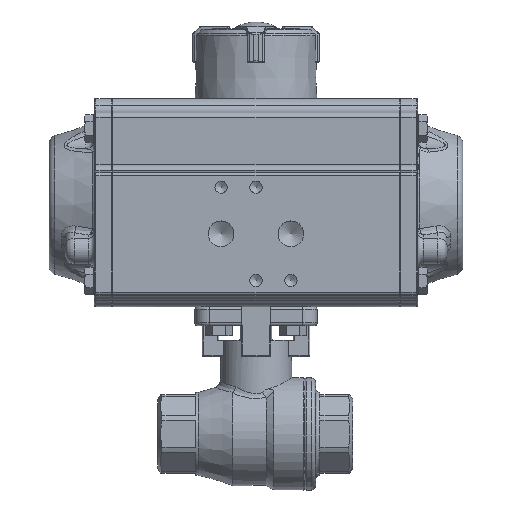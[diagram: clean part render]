
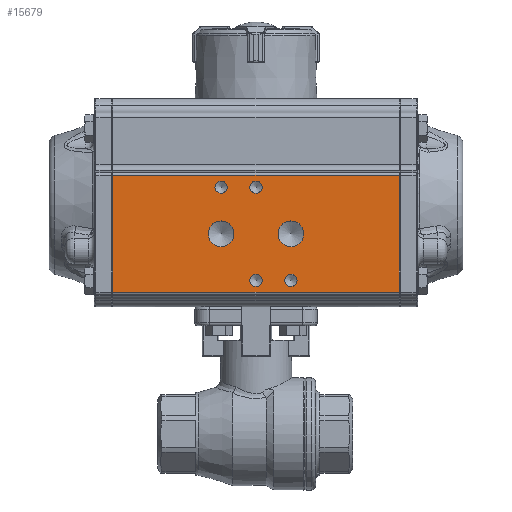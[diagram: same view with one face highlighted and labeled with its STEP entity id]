
A CAD part, top view. The second image highlights one B-rep face of the part: STEP entity #15679.
In plain terms, the highlighted face is planar.
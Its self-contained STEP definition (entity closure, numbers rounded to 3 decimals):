
#235=PLANE('',#18620);
#1106=LINE('',#26403,#2144);
#1107=LINE('',#26407,#2145);
#1108=LINE('',#26409,#2146);
#1109=LINE('',#26411,#2147);
#2144=VECTOR('',#20910,1000.);
#2145=VECTOR('',#20915,1000.);
#2146=VECTOR('',#20916,1000.);
#2147=VECTOR('',#20917,1000.);
#3989=ORIENTED_EDGE('',*,*,#8550,.F.);
#3990=ORIENTED_EDGE('',*,*,#8552,.T.);
#3991=ORIENTED_EDGE('',*,*,#8553,.T.);
#3992=ORIENTED_EDGE('',*,*,#8554,.T.);
#3993=ORIENTED_EDGE('',*,*,#8258,.F.);
#3994=ORIENTED_EDGE('',*,*,#8256,.F.);
#3995=ORIENTED_EDGE('',*,*,#8254,.F.);
#3996=ORIENTED_EDGE('',*,*,#8252,.F.);
#3997=ORIENTED_EDGE('',*,*,#8250,.F.);
#3998=ORIENTED_EDGE('',*,*,#8248,.F.);
#8248=EDGE_CURVE('',#10609,#10609,#12086,.T.);
#8250=EDGE_CURVE('',#10612,#10612,#12088,.T.);
#8252=EDGE_CURVE('',#10615,#10615,#12090,.T.);
#8254=EDGE_CURVE('',#10618,#10618,#12092,.T.);
#8256=EDGE_CURVE('',#10621,#10621,#12094,.T.);
#8258=EDGE_CURVE('',#10624,#10624,#12096,.T.);
#8550=EDGE_CURVE('',#10862,#10863,#1106,.T.);
#8552=EDGE_CURVE('',#10862,#10864,#1107,.T.);
#8553=EDGE_CURVE('',#10864,#10865,#1108,.T.);
#8554=EDGE_CURVE('',#10865,#10863,#1109,.T.);
#10609=VERTEX_POINT('',#25312);
#10612=VERTEX_POINT('',#25319);
#10615=VERTEX_POINT('',#25326);
#10618=VERTEX_POINT('',#25333);
#10621=VERTEX_POINT('',#25340);
#10624=VERTEX_POINT('',#25347);
#10862=VERTEX_POINT('',#26402);
#10863=VERTEX_POINT('',#26404);
#10864=VERTEX_POINT('',#26408);
#10865=VERTEX_POINT('',#26410);
#12086=CIRCLE('',#18370,4.4);
#12088=CIRCLE('',#18374,4.4);
#12090=CIRCLE('',#18378,2.1);
#12092=CIRCLE('',#18382,2.1);
#12094=CIRCLE('',#18386,2.1);
#12096=CIRCLE('',#18390,2.1);
#13132=EDGE_LOOP('',(#3989,#3990,#3991,#3992));
#13133=EDGE_LOOP('',(#3993));
#13134=EDGE_LOOP('',(#3994));
#13135=EDGE_LOOP('',(#3995));
#13136=EDGE_LOOP('',(#3996));
#13137=EDGE_LOOP('',(#3997));
#13138=EDGE_LOOP('',(#3998));
#14360=FACE_BOUND('',#13132,.T.);
#14361=FACE_BOUND('',#13133,.T.);
#14362=FACE_BOUND('',#13134,.T.);
#14363=FACE_BOUND('',#13135,.T.);
#14364=FACE_BOUND('',#13136,.T.);
#14365=FACE_BOUND('',#13137,.T.);
#14366=FACE_BOUND('',#13138,.T.);
#15679=ADVANCED_FACE('',(#14360,#14361,#14362,#14363,#14364,#14365,#14366),
#235,.F.);
#18370=AXIS2_PLACEMENT_3D('',#25311,#20313,#20314);
#18374=AXIS2_PLACEMENT_3D('',#25318,#20321,#20322);
#18378=AXIS2_PLACEMENT_3D('',#25325,#20329,#20330);
#18382=AXIS2_PLACEMENT_3D('',#25332,#20337,#20338);
#18386=AXIS2_PLACEMENT_3D('',#25339,#20345,#20346);
#18390=AXIS2_PLACEMENT_3D('',#25346,#20353,#20354);
#18620=AXIS2_PLACEMENT_3D('',#26406,#20913,#20914);
#20313=DIRECTION('',(-1.,0.,0.));
#20314=DIRECTION('',(0.,0.,1.));
#20321=DIRECTION('',(-1.,0.,0.));
#20322=DIRECTION('',(0.,0.,1.));
#20329=DIRECTION('',(-1.,0.,0.));
#20330=DIRECTION('',(0.,0.,1.));
#20337=DIRECTION('',(-1.,0.,0.));
#20338=DIRECTION('',(0.,0.,1.));
#20345=DIRECTION('',(-1.,0.,0.));
#20346=DIRECTION('',(0.,0.,1.));
#20353=DIRECTION('',(-1.,0.,0.));
#20354=DIRECTION('',(0.,0.,1.));
#20910=DIRECTION('',(0.,0.,-1.));
#20913=DIRECTION('',(1.,0.,0.));
#20914=DIRECTION('',(0.,1.,0.));
#20915=DIRECTION('',(0.,1.,0.));
#20916=DIRECTION('',(0.,0.,-1.));
#20917=DIRECTION('',(0.,-1.,0.));
#25311=CARTESIAN_POINT('',(-42.,-10.,12.));
#25312=CARTESIAN_POINT('',(-42.,-10.,16.4));
#25318=CARTESIAN_POINT('',(-42.,-10.,-12.));
#25319=CARTESIAN_POINT('',(-42.,-10.,-7.6));
#25325=CARTESIAN_POINT('',(-42.,6.,0.));
#25326=CARTESIAN_POINT('',(-42.,6.,2.1));
#25332=CARTESIAN_POINT('',(-42.,-26.,0.));
#25333=CARTESIAN_POINT('',(-42.,-26.,2.1));
#25339=CARTESIAN_POINT('',(-42.,6.,-12.));
#25340=CARTESIAN_POINT('',(-42.,6.,-9.9));
#25346=CARTESIAN_POINT('',(-42.,-26.,12.));
#25347=CARTESIAN_POINT('',(-42.,-26.,14.1));
#26402=CARTESIAN_POINT('',(-42.,-30.05,49.2));
#26403=CARTESIAN_POINT('',(-42.,-30.05,49.5));
#26404=CARTESIAN_POINT('',(-42.,-30.05,-49.2));
#26406=CARTESIAN_POINT('',(-42.,10.062,49.5));
#26407=CARTESIAN_POINT('',(-42.,10.062,49.2));
#26408=CARTESIAN_POINT('',(-42.,10.062,49.2));
#26409=CARTESIAN_POINT('',(-42.,10.062,49.5));
#26410=CARTESIAN_POINT('',(-42.,10.062,-49.2));
#26411=CARTESIAN_POINT('',(-42.,10.062,-49.2));
